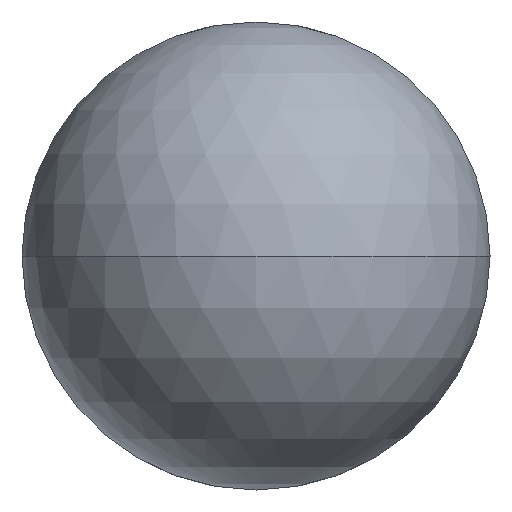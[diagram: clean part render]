
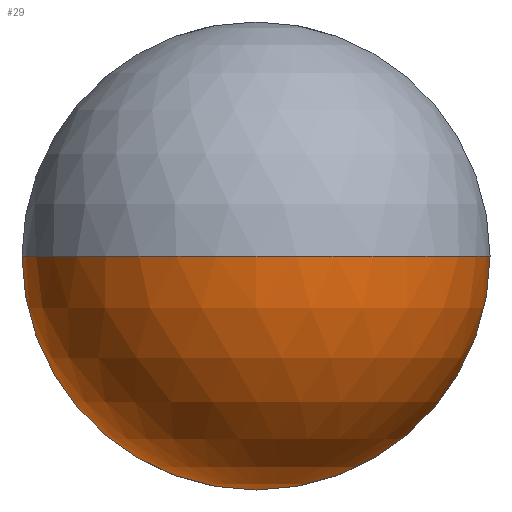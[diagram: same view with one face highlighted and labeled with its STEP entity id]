
A CAD part, front view. The second image highlights one B-rep face of the part: STEP entity #29.
In plain terms, the highlighted spherical face has radius 3.175 mm.
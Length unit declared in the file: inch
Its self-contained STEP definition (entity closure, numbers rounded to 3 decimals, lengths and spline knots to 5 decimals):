
#8 = DIRECTION ( 'NONE',  ( -1., 0., 0. ) ) ;
#17 = AXIS2_PLACEMENT_3D ( 'NONE', #493, #420, #230 ) ;
#20 = CARTESIAN_POINT ( 'NONE',  ( 0.125, 0.125, 0. ) ) ;
#24 = CIRCLE ( 'NONE', #17, 0.125 ) ;
#29 = ADVANCED_FACE ( 'NONE', ( #123 ), #326, .T. ) ;
#33 = ORIENTED_EDGE ( 'NONE', *, *, #290, .F. ) ;
#53 = DIRECTION ( 'NONE',  ( 0., -1., 0. ) ) ;
#56 = CARTESIAN_POINT ( 'NONE',  ( 0., 0.125, 0. ) ) ;
#58 = VERTEX_POINT ( 'NONE', #302 ) ;
#62 = CARTESIAN_POINT ( 'NONE',  ( 0., 0.125, 0. ) ) ;
#70 = VERTEX_POINT ( 'NONE', #410 ) ;
#74 = CIRCLE ( 'NONE', #416, 0.125 ) ;
#91 = EDGE_CURVE ( 'NONE', #70, #300, #444, .T. ) ;
#95 = DIRECTION ( 'NONE',  ( 0., 0., -1. ) ) ;
#99 = DIRECTION ( 'NONE',  ( 0., 0., -1. ) ) ;
#123 = FACE_OUTER_BOUND ( 'NONE', #489, .T. ) ;
#136 = DIRECTION ( 'NONE',  ( 0., 0., 1. ) ) ;
#175 = CARTESIAN_POINT ( 'NONE',  ( 0., 0.125, -0.125 ) ) ;
#180 = DIRECTION ( 'NONE',  ( -1., 0., 0. ) ) ;
#184 = ORIENTED_EDGE ( 'NONE', *, *, #462, .T. ) ;
#190 = DIRECTION ( 'NONE',  ( 0., 0., -1. ) ) ;
#222 = ORIENTED_EDGE ( 'NONE', *, *, #486, .T. ) ;
#230 = DIRECTION ( 'NONE',  ( 0., 0., -1. ) ) ;
#258 = CARTESIAN_POINT ( 'NONE',  ( 0., 0.125, 0. ) ) ;
#270 = AXIS2_PLACEMENT_3D ( 'NONE', #258, #95, #180 ) ;
#284 = CIRCLE ( 'NONE', #364, 0.125 ) ;
#290 = EDGE_CURVE ( 'NONE', #70, #58, #284, .T. ) ;
#300 = VERTEX_POINT ( 'NONE', #175 ) ;
#302 = CARTESIAN_POINT ( 'NONE',  ( 0., 0., 0. ) ) ;
#326 = SPHERICAL_SURFACE ( 'NONE', #270, 0.125 ) ;
#364 = AXIS2_PLACEMENT_3D ( 'NONE', #442, #136, #488 ) ;
#410 = CARTESIAN_POINT ( 'NONE',  ( -0.125, 0.125, 0. ) ) ;
#416 = AXIS2_PLACEMENT_3D ( 'NONE', #62, #99, #8 ) ;
#420 = DIRECTION ( 'NONE',  ( 0., -1., 0. ) ) ;
#423 = AXIS2_PLACEMENT_3D ( 'NONE', #56, #53, #190 ) ;
#442 = CARTESIAN_POINT ( 'NONE',  ( 0., 0.125, 0. ) ) ;
#444 = CIRCLE ( 'NONE', #423, 0.125 ) ;
#455 = ORIENTED_EDGE ( 'NONE', *, *, #91, .T. ) ;
#462 = EDGE_CURVE ( 'NONE', #497, #58, #74, .T. ) ;
#486 = EDGE_CURVE ( 'NONE', #300, #497, #24, .T. ) ;
#488 = DIRECTION ( 'NONE',  ( 1., 0., 0. ) ) ;
#489 = EDGE_LOOP ( 'NONE', ( #455, #222, #184, #33 ) ) ;
#493 = CARTESIAN_POINT ( 'NONE',  ( 0., 0.125, 0. ) ) ;
#497 = VERTEX_POINT ( 'NONE', #20 ) ;
